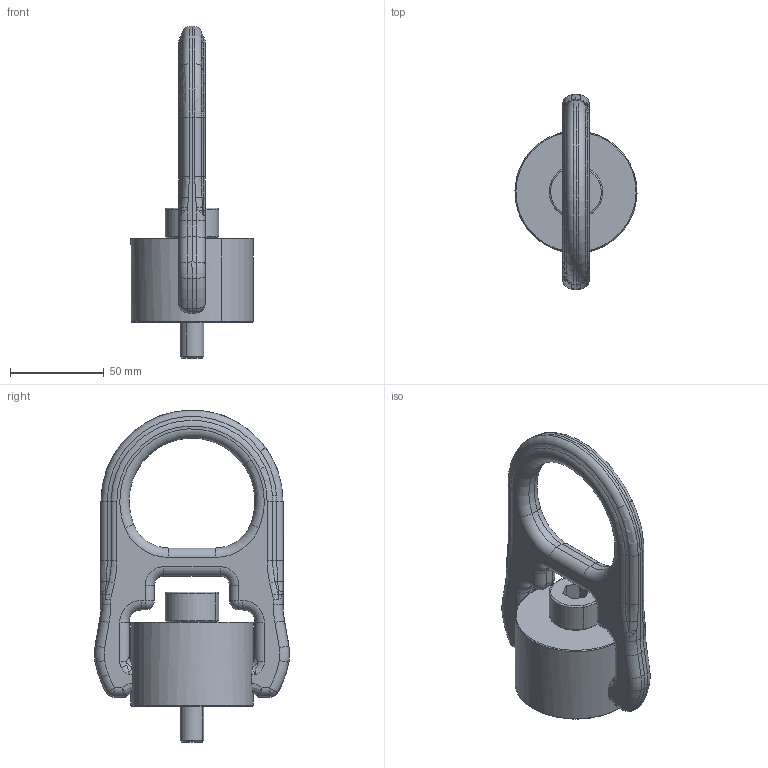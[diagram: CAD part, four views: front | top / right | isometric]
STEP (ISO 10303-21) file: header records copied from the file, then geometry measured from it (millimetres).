
FILE_DESCRIPTION(('CATIA V5 STEP Exchange'),'2;1');
FILE_NAME('8-204-010.stp','2017-06-16T08:07:14+00:00',('none'),('none'),'CATIA Version 5 Release 21 GA (IN-10)','CATIA V5 STEP AP203','none');
FILE_SCHEMA(('CONFIG_CONTROL_DESIGN'));
Length unit declared in the file: millimetre
Products named in the file (1): 8-204-010
Bounding box: 64.98 x 103.92 x 176.8 mm (x, y, z)
Volume: 250130.7 mm3; surface area: 41310 mm2
Topology: 2 solids, 2 shells, 254 faces, 602 edges, 334 vertices
Faces by surface type: cylinder 66, torus 60, bspline 56, plane 34, cone 30, sphere 8
Entity records: 10629 total; most frequent: CARTESIAN_POINT 5511, ORIENTED_EDGE 1164, DIRECTION 788, EDGE_CURVE 582, AXIS2_PLACEMENT_3D 426, VERTEX_POINT 334, EDGE_LOOP 260, ADVANCED_FACE 254
